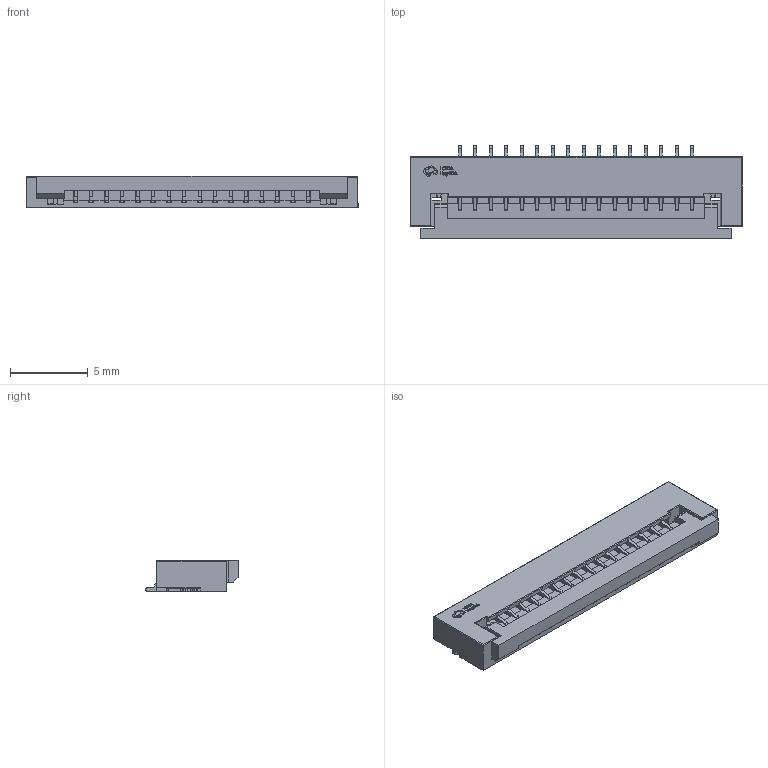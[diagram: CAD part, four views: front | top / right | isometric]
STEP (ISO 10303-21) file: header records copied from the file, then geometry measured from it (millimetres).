
FILE_DESCRIPTION (( 'STEP AP214' ), '1' );
FILE_NAME ('FPC-SMD_16P-P1.00_HDGC_1.0K-DX-16PWB.STEP', '2023-05-11T09:38:17', ( '' ), ( '' ), 'SwSTEP 2.0', 'SolidWorks 2019', '' );
FILE_SCHEMA (( 'AUTOMOTIVE_DESIGN' ));
Length unit declared in the file: millimetre
Products named in the file (4): COMPOUND_2; FPC-SMD_16P-P1.00_HDGC_1.0K-DX-16PWB; FPC1
Assembly tree (3 placements, depth 4):
  FPC-SMD_16P-P1.00_HDGC_1.0K-DX-16PWB
    FPC1
      FPC-SMD_16P-P1.00_HDGC_1.0K-DX-16PWB
        COMPOUND_2
Bounding box: 21.4 x 5.95 x 2.03 mm (x, y, z)
Volume: 133.3 mm3; surface area: 746.7 mm2
Topology: 20 solids, 20 shells, 881 faces, 2516 edges, 1660 vertices
Faces by surface type: plane 654, cylinder 129, bspline 98
Entity records: 38950 total; most frequent: CARTESIAN_POINT 6427, ORIENTED_EDGE 5032, DIRECTION 4120, EDGE_CURVE 2516, LINE 2066, VECTOR 2066, VERTEX_POINT 1660, AXIS2_PLACEMENT_3D 1027
